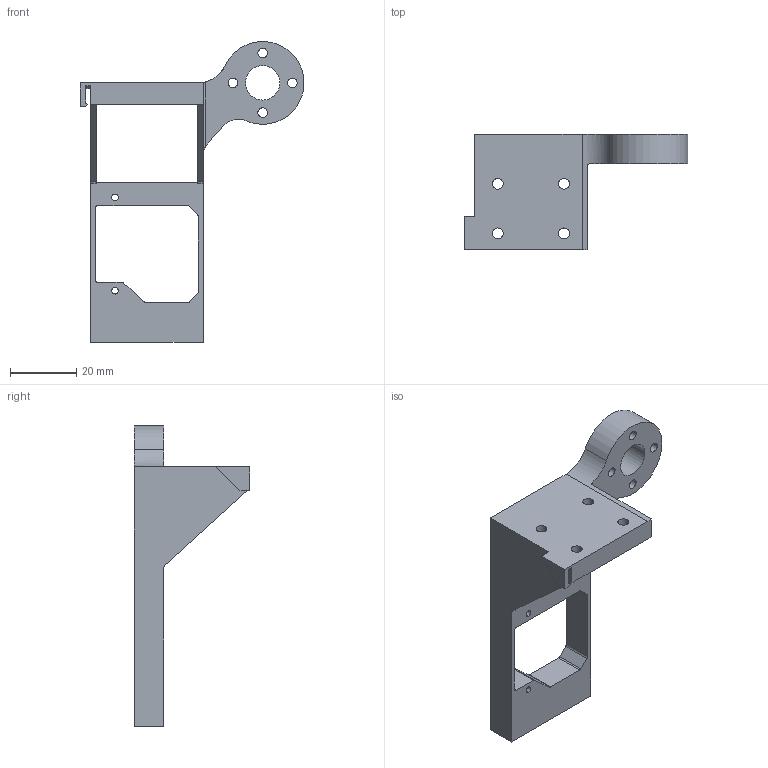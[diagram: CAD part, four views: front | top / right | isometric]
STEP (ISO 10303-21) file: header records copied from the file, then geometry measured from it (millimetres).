
FILE_DESCRIPTION (( 'STEP AP214' ), '1' );
FILE_NAME ('HA_Pebble_Wiper_V2.1PRUSA.STEP', '2022-06-20T00:47:07', ( '' ), ( '' ), 'SwSTEP 2.0', 'SolidWorks 2021', '' );
FILE_SCHEMA (( 'AUTOMOTIVE_DESIGN' ));
Length unit declared in the file: millimetre
Products named in the file (1): HA_Pebble_Wiper_V2.1PRUSA
Bounding box: 67.67 x 35 x 90.88 mm (x, y, z)
Volume: 20355.5 mm3; surface area: 12422.5 mm2
Topology: 1 solids, 1 shells, 78 faces, 229 edges, 152 vertices
Faces by surface type: plane 40, cylinder 38
Entity records: 2710 total; most frequent: CARTESIAN_POINT 476, DIRECTION 460, ORIENTED_EDGE 458, EDGE_CURVE 229, AXIS2_PLACEMENT_3D 154, LINE 152, VERTEX_POINT 152, VECTOR 152
